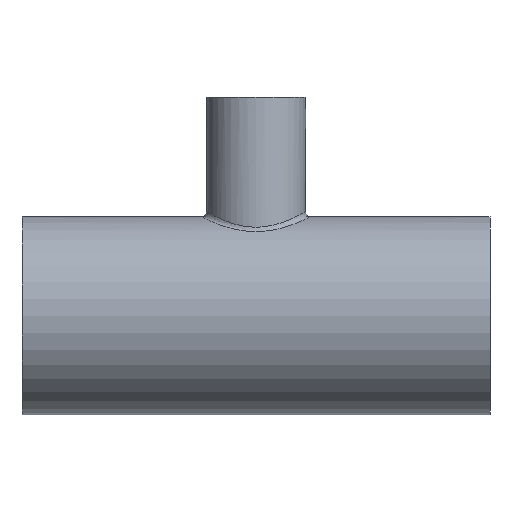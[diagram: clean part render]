
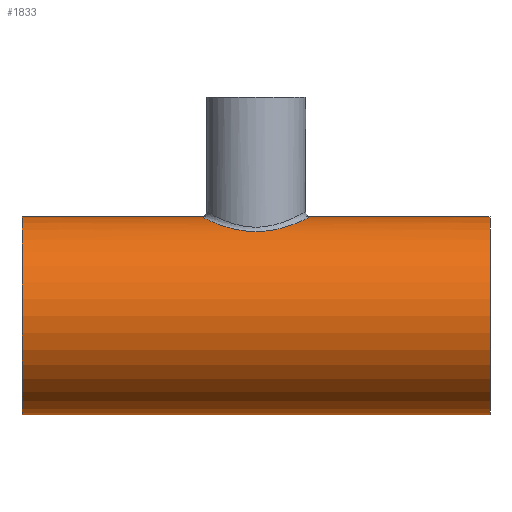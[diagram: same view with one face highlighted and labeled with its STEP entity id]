
A CAD part, front view. The second image highlights one B-rep face of the part: STEP entity #1833.
In plain terms, the highlighted cylindrical face has radius 38.05 mm (diameter 76.1 mm), a full revolution.
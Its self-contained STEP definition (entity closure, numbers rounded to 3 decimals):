
#1622=CARTESIAN_POINT('',(0.,-19.999,32.371));
#1623=VERTEX_POINT('',#1622);
#1707=CARTESIAN_POINT('',(0.,-19.999,32.37));
#1708=CARTESIAN_POINT('',(0.6,-19.999,32.371));
#1709=CARTESIAN_POINT('',(1.8,-19.95,32.401));
#1710=CARTESIAN_POINT('',(3.385,-19.756,32.52));
#1711=CARTESIAN_POINT('',(5.142,-19.419,32.723));
#1712=CARTESIAN_POINT('',(7.038,-18.892,33.032));
#1713=CARTESIAN_POINT('',(9.044,-18.095,33.477));
#1714=CARTESIAN_POINT('',(10.423,-17.388,33.847));
#1715=CARTESIAN_POINT('',(11.503,-16.758,34.162));
#1716=CARTESIAN_POINT('',(12.304,-16.24,34.413));
#1717=CARTESIAN_POINT('',(13.526,-15.35,34.822));
#1718=CARTESIAN_POINT('',(14.9,-14.184,35.321));
#1719=CARTESIAN_POINT('',(16.284,-12.718,35.873));
#1720=CARTESIAN_POINT('',(17.366,-11.334,36.33));
#1721=CARTESIAN_POINT('',(18.475,-9.674,36.818));
#1722=CARTESIAN_POINT('',(19.518,-7.645,37.303));
#1723=CARTESIAN_POINT('',(20.233,-5.608,37.647));
#1724=CARTESIAN_POINT('',(20.606,-4.139,37.83));
#1725=CARTESIAN_POINT('',(20.844,-2.897,37.947));
#1726=CARTESIAN_POINT('',(21.071,-1.007,38.06));
#1727=CARTESIAN_POINT('',(21.07,0.646,38.06));
#1728=CARTESIAN_POINT('',(20.932,2.16,37.991));
#1729=CARTESIAN_POINT('',(20.801,3.163,37.926));
#1730=CARTESIAN_POINT('',(20.422,5.03,37.739));
#1731=CARTESIAN_POINT('',(19.749,7.065,37.413));
#1732=CARTESIAN_POINT('',(18.879,8.89,37.006));
#1733=CARTESIAN_POINT('',(17.87,10.64,36.549));
#1734=CARTESIAN_POINT('',(16.76,12.169,36.067));
#1735=CARTESIAN_POINT('',(15.541,13.506,35.576));
#1736=CARTESIAN_POINT('',(14.819,14.209,35.299));
#1737=CARTESIAN_POINT('',(13.698,15.224,34.881));
#1738=CARTESIAN_POINT('',(11.921,16.57,34.269));
#1739=CARTESIAN_POINT('',(9.239,18.051,33.506));
#1740=CARTESIAN_POINT('',(6.291,19.165,32.877));
#1741=CARTESIAN_POINT('',(4.094,19.646,32.586));
#1742=CARTESIAN_POINT('',(1.988,19.932,32.412));
#1743=CARTESIAN_POINT('',(-0.146,20.066,32.328));
#1744=CARTESIAN_POINT('',(-2.68,19.881,32.444));
#1745=CARTESIAN_POINT('',(-4.637,19.523,32.661));
#1746=CARTESIAN_POINT('',(-5.657,19.268,32.811));
#1747=CARTESIAN_POINT('',(-7.173,18.832,33.065));
#1748=CARTESIAN_POINT('',(-9.26,18.043,33.511));
#1749=CARTESIAN_POINT('',(-11.232,16.948,34.074));
#1750=CARTESIAN_POINT('',(-12.491,16.103,34.476));
#1751=CARTESIAN_POINT('',(-13.311,15.509,34.749));
#1752=CARTESIAN_POINT('',(-14.729,14.347,35.254));
#1753=CARTESIAN_POINT('',(-16.054,12.992,35.777));
#1754=CARTESIAN_POINT('',(-17.301,11.424,36.302));
#1755=CARTESIAN_POINT('',(-18.238,10.048,36.713));
#1756=CARTESIAN_POINT('',(-19.504,7.725,37.293));
#1757=CARTESIAN_POINT('',(-20.251,5.646,37.656));
#1758=CARTESIAN_POINT('',(-20.665,3.834,37.859));
#1759=CARTESIAN_POINT('',(-20.851,2.838,37.951));
#1760=CARTESIAN_POINT('',(-21.07,1.014,38.06));
#1761=CARTESIAN_POINT('',(-21.07,-1.148,38.06));
#1762=CARTESIAN_POINT('',(-20.806,-3.162,37.928));
#1763=CARTESIAN_POINT('',(-20.385,-5.139,37.721));
#1764=CARTESIAN_POINT('',(-19.788,-6.949,37.431));
#1765=CARTESIAN_POINT('',(-18.934,-8.78,37.032));
#1766=CARTESIAN_POINT('',(-17.953,-10.523,36.585));
#1767=CARTESIAN_POINT('',(-16.625,-12.359,36.008));
#1768=CARTESIAN_POINT('',(-14.888,-14.196,35.316));
#1769=CARTESIAN_POINT('',(-13.442,-15.42,34.791));
#1770=CARTESIAN_POINT('',(-12.212,-16.302,34.383));
#1771=CARTESIAN_POINT('',(-10.924,-17.123,33.985));
#1772=CARTESIAN_POINT('',(-9.214,-18.027,33.515));
#1773=CARTESIAN_POINT('',(-7.046,-18.89,33.034));
#1774=CARTESIAN_POINT('',(-4.001,-19.736,32.536));
#1775=CARTESIAN_POINT('',(-1.6,-19.999,32.37));
#1776=CARTESIAN_POINT('',(0.,-19.999,32.37));
#1777=B_SPLINE_CURVE_WITH_KNOTS('',3,(#1707,#1708,#1709,#1710,#1711,#1712,#1713,#1714,#1715,#1716,#1717,#1718,#1719,#1720,#1721,#1722,#1723,#1724,#1725,#1726,#1727,#1728,#1729,#1730,#1731,#1732,#1733,#1734,#1735,#1736,#1737,#1738,#1739,#1740,#1741,#1742,#1743,#1744,#1745,#1746,#1747,#1748,#1749,#1750,#1751,#1752,#1753,#1754,#1755,#1756,#1757,#1758,#1759,#1760,#1761,#1762,#1763,#1764,#1765,#1766,#1767,#1768,#1769,#1770,#1771,#1772,#1773,#1774,#1775,#1776),.UNSPECIFIED.,.T.,.U.,(4,1,1,1,1,1,1,1,1,1,1,1,1,1,1,1,1,1,1,1,1,1,1,1,1,1,1,1,1,1,1,1,1,1,1,1,1,1,1,1,1,1,1,1,1,1,1,1,1,1,1,1,1,1,1,1,1,1,1,1,1,1,1,1,1,1,1,4),(-11.717,-11.56,-11.403,-11.298,-11.089,-10.88,-10.723,-10.671,-10.54,-10.462,-10.252,-10.043,-9.904,-9.764,-9.485,-9.276,-9.171,-9.067,-8.927,-8.648,-8.613,-8.509,-8.369,-8.09,-7.916,-7.811,-7.532,-7.393,-7.306,-7.253,-6.974,-6.695,-6.416,-6.137,-6.103,-5.858,-5.579,-5.44,-5.335,-5.301,-5.022,-4.743,-4.69,-4.603,-4.464,-4.185,-4.08,-3.906,-3.72,-3.348,-3.295,-3.208,-3.069,-2.79,-2.615,-2.511,-2.232,-2.092,-1.953,-1.674,-1.465,-1.255,-1.151,-1.046,-0.837,-0.628,-0.418,0.0),.UNSPECIFIED.);
#1778=EDGE_CURVE('',#1623,#1623,#1777,.T.);
#1803=CARTESIAN_POINT('',(0.0,0.0,0.0));
#1804=DIRECTION('',(-1.0,0.0,0.0));
#1805=DIRECTION('',(0.0,-1.0,0.0));
#1806=AXIS2_PLACEMENT_3D('',#1803,#1804,#1805);
#1807=CYLINDRICAL_SURFACE('',#1806,38.05);
#1808=CARTESIAN_POINT('',(-90.0,-38.05,0.0));
#1809=VERTEX_POINT('',#1808);
#1810=CARTESIAN_POINT('',(-90.0,0.0,0.0));
#1811=DIRECTION('',(-1.0,0.0,0.0));
#1812=DIRECTION('',(0.0,-1.0,0.0));
#1813=AXIS2_PLACEMENT_3D('',#1810,#1811,#1812);
#1814=CIRCLE('',#1813,38.05);
#1815=EDGE_CURVE('',#1809,#1809,#1814,.T.);
#1816=ORIENTED_EDGE('',*,*,#1815,.F.);
#1817=EDGE_LOOP('',(#1816));
#1818=FACE_OUTER_BOUND('',#1817,.T.);
#1819=CARTESIAN_POINT('',(90.0,-38.05,0.0));
#1820=VERTEX_POINT('',#1819);
#1821=CARTESIAN_POINT('',(90.0,0.0,0.0));
#1822=DIRECTION('',(-1.0,0.0,0.0));
#1823=DIRECTION('',(0.0,-1.0,0.0));
#1824=AXIS2_PLACEMENT_3D('',#1821,#1822,#1823);
#1825=CIRCLE('',#1824,38.05);
#1826=EDGE_CURVE('',#1820,#1820,#1825,.T.);
#1827=ORIENTED_EDGE('',*,*,#1826,.T.);
#1828=EDGE_LOOP('',(#1827));
#1829=FACE_BOUND('',#1828,.T.);
#1830=ORIENTED_EDGE('',*,*,#1778,.F.);
#1831=EDGE_LOOP('',(#1830));
#1832=FACE_BOUND('',#1831,.T.);
#1833=ADVANCED_FACE('',(#1818,#1829,#1832),#1807,.T.);
